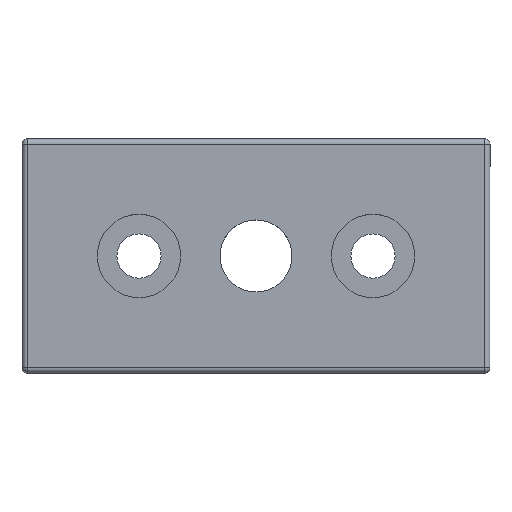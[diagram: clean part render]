
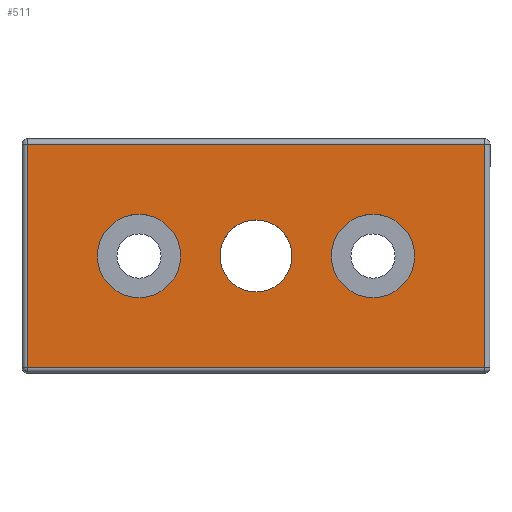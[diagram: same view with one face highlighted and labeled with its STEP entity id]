
A CAD part, top view. The second image highlights one B-rep face of the part: STEP entity #511.
In plain terms, the highlighted planar face has unit normal (0, 0, 1).
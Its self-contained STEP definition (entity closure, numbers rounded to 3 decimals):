
#7=CARTESIAN_POINT('',(-22.207,8.,9.707));
#8=VERTEX_POINT('',#7);
#9=CARTESIAN_POINT('',(-22.207,-8.0,9.707));
#10=VERTEX_POINT('',#9);
#11=CARTESIAN_POINT('',(-22.207,0.0,9.707));
#12=DIRECTION('',(0.0,0.0,-1.0));
#13=DIRECTION('',(0.0,-1.0,0.0));
#14=AXIS2_PLACEMENT_3D('',#11,#12,#13);
#15=CIRCLE('',#14,8.0);
#16=EDGE_CURVE('',#8,#10,#15,.T.);
#91=CARTESIAN_POINT('',(-67.207,8.,9.707));
#92=VERTEX_POINT('',#91);
#93=CARTESIAN_POINT('',(-67.207,-8.0,9.707));
#94=VERTEX_POINT('',#93);
#95=CARTESIAN_POINT('',(-67.207,0.0,9.707));
#96=DIRECTION('',(0.0,0.0,-1.0));
#97=DIRECTION('',(0.0,-1.0,0.0));
#98=AXIS2_PLACEMENT_3D('',#95,#96,#97);
#99=CIRCLE('',#98,8.0);
#100=EDGE_CURVE('',#92,#94,#99,.T.);
#186=CARTESIAN_POINT('',(-51.625,0.0,9.707));
#187=VERTEX_POINT('',#186);
#194=CARTESIAN_POINT('',(-37.79,0.0,9.707));
#195=VERTEX_POINT('',#194);
#196=CARTESIAN_POINT('',(-44.707,0.0,9.707));
#197=DIRECTION('',(0.0,0.0,1.0));
#198=DIRECTION('',(0.0,1.0,0.0));
#199=AXIS2_PLACEMENT_3D('',#196,#197,#198);
#200=CIRCLE('',#199,6.918);
#201=EDGE_CURVE('',#187,#195,#200,.T.);
#442=CARTESIAN_POINT('',(3.693,-23.65,9.707));
#443=DIRECTION('',(0.0,0.0,-1.0));
#444=DIRECTION('',(-1.0,0.0,0.0));
#445=AXIS2_PLACEMENT_3D('',#442,#443,#444);
#446=PLANE('',#445);
#447=CARTESIAN_POINT('',(-88.707,21.5,9.707));
#448=VERTEX_POINT('',#447);
#449=CARTESIAN_POINT('',(-88.707,-21.5,9.707));
#450=VERTEX_POINT('',#449);
#451=CARTESIAN_POINT('',(-88.707,21.5,9.707));
#452=DIRECTION('',(0.0,-1.0,0.0));
#453=VECTOR('',#452,43.);
#454=LINE('',#451,#453);
#455=EDGE_CURVE('',#448,#450,#454,.T.);
#456=ORIENTED_EDGE('',*,*,#455,.T.);
#457=CARTESIAN_POINT('',(-0.707,-21.5,9.707));
#458=VERTEX_POINT('',#457);
#459=CARTESIAN_POINT('',(-88.707,-21.5,9.707));
#460=DIRECTION('',(1.0,0.0,0.0));
#461=VECTOR('',#460,88.);
#462=LINE('',#459,#461);
#463=EDGE_CURVE('',#450,#458,#462,.T.);
#464=ORIENTED_EDGE('',*,*,#463,.T.);
#465=CARTESIAN_POINT('',(-0.707,21.5,9.707));
#466=VERTEX_POINT('',#465);
#467=CARTESIAN_POINT('',(-0.707,-21.5,9.707));
#468=DIRECTION('',(0.0,1.0,0.0));
#469=VECTOR('',#468,43.);
#470=LINE('',#467,#469);
#471=EDGE_CURVE('',#458,#466,#470,.T.);
#472=ORIENTED_EDGE('',*,*,#471,.T.);
#473=CARTESIAN_POINT('',(-0.707,21.5,9.707));
#474=DIRECTION('',(-1.0,0.0,0.0));
#475=VECTOR('',#474,88.0);
#476=LINE('',#473,#475);
#477=EDGE_CURVE('',#466,#448,#476,.T.);
#478=ORIENTED_EDGE('',*,*,#477,.T.);
#479=EDGE_LOOP('',(#456,#464,#472,#478));
#480=FACE_OUTER_BOUND('',#479,.T.);
#481=CARTESIAN_POINT('',(-22.207,0.0,9.707));
#482=DIRECTION('',(0.0,0.0,-1.0));
#483=DIRECTION('',(0.0,-1.0,0.0));
#484=AXIS2_PLACEMENT_3D('',#481,#482,#483);
#485=CIRCLE('',#484,8.0);
#486=EDGE_CURVE('',#10,#8,#485,.T.);
#487=ORIENTED_EDGE('',*,*,#486,.T.);
#488=ORIENTED_EDGE('',*,*,#16,.T.);
#489=EDGE_LOOP('',(#487,#488));
#490=FACE_BOUND('',#489,.T.);
#491=CARTESIAN_POINT('',(-67.207,0.0,9.707));
#492=DIRECTION('',(0.0,0.0,-1.0));
#493=DIRECTION('',(0.0,-1.0,0.0));
#494=AXIS2_PLACEMENT_3D('',#491,#492,#493);
#495=CIRCLE('',#494,8.0);
#496=EDGE_CURVE('',#94,#92,#495,.T.);
#497=ORIENTED_EDGE('',*,*,#496,.T.);
#498=ORIENTED_EDGE('',*,*,#100,.T.);
#499=EDGE_LOOP('',(#497,#498));
#500=FACE_BOUND('',#499,.T.);
#501=CARTESIAN_POINT('',(-44.707,0.0,9.707));
#502=DIRECTION('',(0.0,0.0,1.0));
#503=DIRECTION('',(0.0,1.0,0.0));
#504=AXIS2_PLACEMENT_3D('',#501,#502,#503);
#505=CIRCLE('',#504,6.918);
#506=EDGE_CURVE('',#195,#187,#505,.T.);
#507=ORIENTED_EDGE('',*,*,#506,.F.);
#508=ORIENTED_EDGE('',*,*,#201,.F.);
#509=EDGE_LOOP('',(#507,#508));
#510=FACE_BOUND('',#509,.T.);
#511=ADVANCED_FACE('',(#480,#490,#500,#510),#446,.F.);
